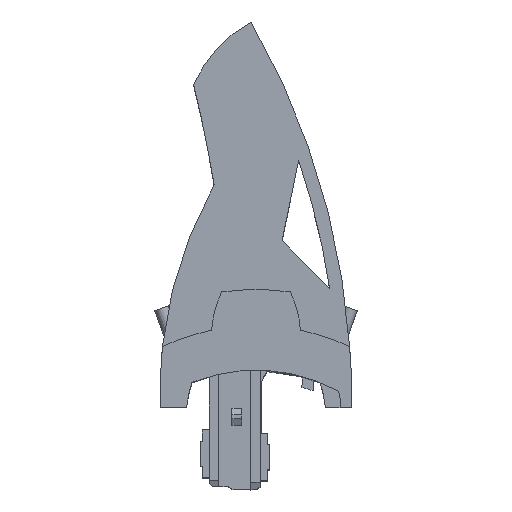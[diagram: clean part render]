
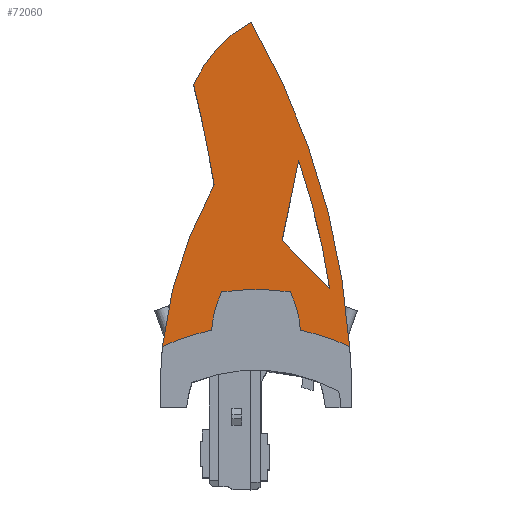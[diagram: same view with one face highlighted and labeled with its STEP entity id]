
A CAD part, top view. The second image highlights one B-rep face of the part: STEP entity #72060.
In plain terms, the highlighted face is planar.
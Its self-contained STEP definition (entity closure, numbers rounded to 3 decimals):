
#70910=CARTESIAN_POINT('',(27.227,-157.963,
-20.375));
#70920=DIRECTION('',(0.,0.,1.));
#70930=DIRECTION('',(-1.,0.,0.));
#70940=AXIS2_PLACEMENT_3D('',#70910,#70920,#70930);
#70950=PLANE('',#70940);
#70960=CARTESIAN_POINT('',(-0.099,-77.814,
-20.375));
#70970=DIRECTION('',(-0.201,0.98,
0.));
#70980=VECTOR('',#70970,1.);
#70990=LINE('',#70960,#70980);
#71000=CARTESIAN_POINT('',(18.976,-170.693,
-20.375));
#71010=VERTEX_POINT('',#71000);
#71020=CARTESIAN_POINT('',(11.589,-134.727,
-20.375));
#71030=VERTEX_POINT('',#71020);
#71040=EDGE_CURVE('',#71010,#71030,#70990,.T.);
#71050=ORIENTED_EDGE('',*,*,#71040,.F.);
#71060=CARTESIAN_POINT('',(4.594,-141.722,
-20.375));
#71070=DIRECTION('',(0.707,0.707,
0.));
#71080=VECTOR('',#71070,1.);
#71090=LINE('',#71060,#71080);
#71100=CARTESIAN_POINT('',(32.805,-113.511,
-20.375));
#71110=VERTEX_POINT('',#71100);
#71120=EDGE_CURVE('',#71030,#71110,#71090,.T.);
#71130=ORIENTED_EDGE('',*,*,#71120,.F.);
#71140=CARTESIAN_POINT('',(-294.269,-64.672,
-20.375));
#71150=DIRECTION('',(0.,0.,-1.));
#71160=DIRECTION('',(-0.984,-0.179,
0.));
#71170=AXIS2_PLACEMENT_3D('',#71140,#71150,#71160);
#71180=CIRCLE('',#71170,330.7);
#71190=EDGE_CURVE('',#71110,#71010,#71180,.T.);
#71200=ORIENTED_EDGE('',*,*,#71190,.F.);
#71210=EDGE_LOOP('',(#71200,#71130,#71050));
#71220=FACE_BOUND('',#71210,.T.);
#71230=CARTESIAN_POINT('',(0.,1.,
-20.375));
#71240=DIRECTION('',(0.,0.,-1.));
#71250=DIRECTION('',(1.,0.,0.));
#71260=AXIS2_PLACEMENT_3D('',#71230,#71240,#71250);
#71270=CIRCLE('',#71260,98.);
#71280=CARTESIAN_POINT('',(41.642,-87.713,
-20.375));
#71290=VERTEX_POINT('',#71280);
#71300=CARTESIAN_POINT('',(19.765,-94.986,
-20.375));
#71310=VERTEX_POINT('',#71300);
#71320=EDGE_CURVE('',#71290,#71310,#71270,.T.);
#71330=ORIENTED_EDGE('',*,*,#71320,.F.);
#71340=CARTESIAN_POINT('',(-24.358,-92.38,
-20.375));
#71350=DIRECTION('',(0.,0.,1.));
#71360=DIRECTION('',(-1.,0.,0.));
#71370=AXIS2_PLACEMENT_3D('',#71340,#71350,#71360);
#71380=CIRCLE('',#71370,44.2);
#71390=CARTESIAN_POINT('',(15.217,-112.064,
-20.375));
#71400=VERTEX_POINT('',#71390);
#71410=EDGE_CURVE('',#71400,#71310,#71380,.T.);
#71420=ORIENTED_EDGE('',*,*,#71410,.T.);
#71430=CARTESIAN_POINT('',(0.,8.479,
-20.375));
#71440=DIRECTION('',(0.,0.,1.));
#71450=DIRECTION('',(1.,0.,0.));
#71460=AXIS2_PLACEMENT_3D('',#71430,#71440,#71450);
#71470=CIRCLE('',#71460,121.5);
#71480=CARTESIAN_POINT('',(-15.217,-112.064,
-20.375));
#71490=VERTEX_POINT('',#71480);
#71500=EDGE_CURVE('',#71490,#71400,#71470,.T.);
#71510=ORIENTED_EDGE('',*,*,#71500,.T.);
#71520=CARTESIAN_POINT('',(24.358,-92.38,
-20.375));
#71530=DIRECTION('',(0.,0.,-1.));
#71540=DIRECTION('',(1.,0.,0.));
#71550=AXIS2_PLACEMENT_3D('',#71520,#71530,#71540);
#71560=CIRCLE('',#71550,44.2);
#71570=CARTESIAN_POINT('',(-19.765,-94.986,
-20.375));
#71580=VERTEX_POINT('',#71570);
#71590=EDGE_CURVE('',#71490,#71580,#71560,.T.);
#71600=ORIENTED_EDGE('',*,*,#71590,.F.);
#71610=CARTESIAN_POINT('',(0.,1.,
-20.375));
#71620=DIRECTION('',(0.,0.,-1.));
#71630=DIRECTION('',(1.,0.,0.));
#71640=AXIS2_PLACEMENT_3D('',#71610,#71620,#71630);
#71650=CIRCLE('',#71640,98.);
#71660=CARTESIAN_POINT('',(-41.642,-87.713,
-20.375));
#71670=VERTEX_POINT('',#71660);
#71680=EDGE_CURVE('',#71580,#71670,#71650,.T.);
#71690=ORIENTED_EDGE('',*,*,#71680,.F.);
#71700=CARTESIAN_POINT('',(147.321,-66.953,
-20.375));
#71710=DIRECTION('',(0.,0.,-1.));
#71720=DIRECTION('',(-0.984,-0.179,
0.));
#71730=AXIS2_PLACEMENT_3D('',#71700,#71710,#71720);
#71740=CIRCLE('',#71730,190.1);
#71750=CARTESIAN_POINT('',(-18.657,-159.631,
-20.375));
#71760=VERTEX_POINT('',#71750);
#71770=EDGE_CURVE('',#71760,#71670,#71740,.T.);
#71780=ORIENTED_EDGE('',*,*,#71770,.T.);
#71790=CARTESIAN_POINT('',(-541.952,-75.596,
-20.375));
#71800=DIRECTION('',(0.,0.,-1.));
#71810=DIRECTION('',(-0.984,-0.179,
0.));
#71820=AXIS2_PLACEMENT_3D('',#71790,#71800,#71810);
#71830=CIRCLE('',#71820,530.);
#71840=CARTESIAN_POINT('',(-27.801,-204.237,
-20.375));
#71850=VERTEX_POINT('',#71840);
#71860=EDGE_CURVE('',#71760,#71850,#71830,.T.);
#71870=ORIENTED_EDGE('',*,*,#71860,.F.);
#71880=CARTESIAN_POINT('',(26.471,-180.095,
-20.375));
#71890=DIRECTION('',(0.,0.,-1.));
#71900=DIRECTION('',(-0.984,-0.179,
0.));
#71910=AXIS2_PLACEMENT_3D('',#71880,#71890,#71900);
#71920=CIRCLE('',#71910,59.4);
#71930=CARTESIAN_POINT('',(-2.168,-232.135,
-20.375));
#71940=VERTEX_POINT('',#71930);
#71950=EDGE_CURVE('',#71940,#71850,#71920,.T.);
#71960=ORIENTED_EDGE('',*,*,#71950,.T.);
#71970=CARTESIAN_POINT('',(-294.269,-64.672,
-20.375));
#71980=DIRECTION('',(0.,0.,-1.));
#71990=DIRECTION('',(-0.984,-0.179,
0.));
#72000=AXIS2_PLACEMENT_3D('',#71970,#71980,#71990);
#72010=CIRCLE('',#72000,336.7);
#72020=EDGE_CURVE('',#71290,#71940,#72010,.T.);
#72030=ORIENTED_EDGE('',*,*,#72020,.T.);
#72040=EDGE_LOOP('',(#72030,#71960,#71870,#71780,#71690,#71600,#71510,
#71420,#71330));
#72050=FACE_OUTER_BOUND('',#72040,.T.);
#72060=ADVANCED_FACE('',(#71220,#72050),#70950,.F.);
